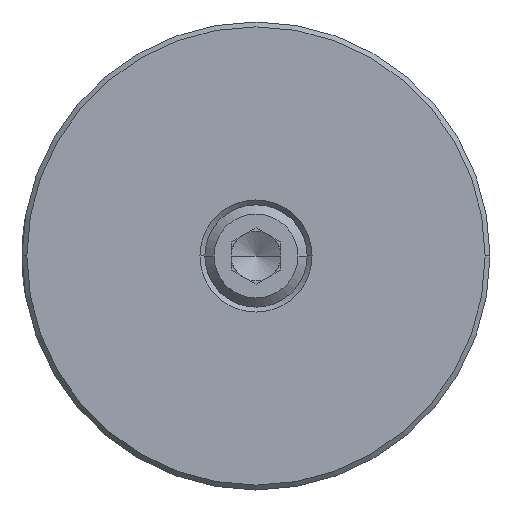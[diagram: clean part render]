
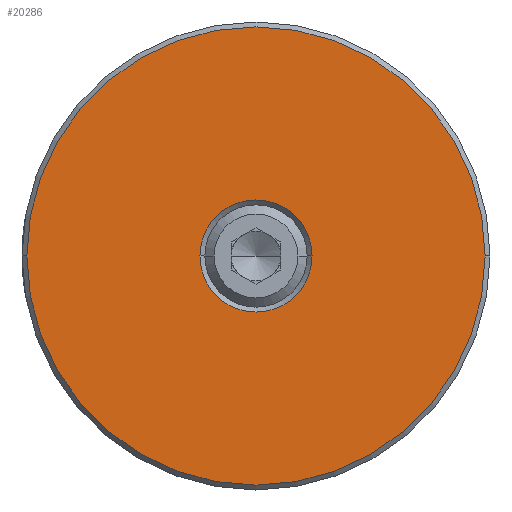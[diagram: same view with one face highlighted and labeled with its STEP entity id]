
A CAD part, left-side view. The second image highlights one B-rep face of the part: STEP entity #20286.
In plain terms, the highlighted planar face has unit normal (-1, 0, 0).
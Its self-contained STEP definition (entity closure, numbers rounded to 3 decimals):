
#5221 = CARTESIAN_POINT ( 'NONE',  ( -21.81, 0., 0. ) ) ;
#5240 = PLANE ( 'NONE',  #26649 ) ;
#5244 = DIRECTION ( 'NONE',  ( 1., 0., 0. ) ) ;
#5246 = DIRECTION ( 'NONE',  ( 0., -1., 0. ) ) ;
#10183 = CARTESIAN_POINT ( 'NONE',  ( -21.81, 0., 0. ) ) ;
#10184 = DIRECTION ( 'NONE',  ( -1., 0., 0. ) ) ;
#10185 = DIRECTION ( 'NONE',  ( 0., -1., 0. ) ) ;
#11282 = VERTEX_POINT ( 'NONE', #23399 ) ;
#11299 = VERTEX_POINT ( 'NONE', #23488 ) ;
#11384 = VERTEX_POINT ( 'NONE', #18556 ) ;
#11787 = EDGE_CURVE ( 'NONE', #11299, #20019, #19529, .T. ) ;
#12164 = AXIS2_PLACEMENT_3D ( 'NONE', #10183, #10184, #10185 ) ;
#15074 = EDGE_CURVE ( 'NONE', #20019, #11299, #19166, .T. ) ;
#15123 = EDGE_CURVE ( 'NONE', #11282, #11384, #19160, .T. ) ;
#15384 = EDGE_CURVE ( 'NONE', #11384, #11282, #18871, .T. ) ;
#16339 = DIRECTION ( 'NONE',  ( 0., -1., 0. ) ) ;
#16340 = DIRECTION ( 'NONE',  ( 1., 0., 0. ) ) ;
#16341 = CARTESIAN_POINT ( 'NONE',  ( -21.81, 0., 0. ) ) ;
#16998 = CARTESIAN_POINT ( 'NONE',  ( -21.81, -4.6, 0. ) ) ;
#18355 = FACE_OUTER_BOUND ( 'NONE', #21228, .T. ) ;
#18358 = FACE_BOUND ( 'NONE', #20645, .T. ) ;
#18556 = CARTESIAN_POINT ( 'NONE',  ( -21.81, 18.8, 0. ) ) ;
#18871 = CIRCLE ( 'NONE', #12164, 18.8 ) ;
#19160 = CIRCLE ( 'NONE', #23513, 18.8 ) ;
#19166 = CIRCLE ( 'NONE', #23526, 4.6 ) ;
#19529 = CIRCLE ( 'NONE', #26549, 4.6 ) ;
#20019 = VERTEX_POINT ( 'NONE', #16998 ) ;
#20286 = ADVANCED_FACE ( 'NONE', ( #18358, #18355 ), #5240, .F. ) ;
#20645 = EDGE_LOOP ( 'NONE', ( #22446, #22470 ) ) ;
#21228 = EDGE_LOOP ( 'NONE', ( #22453, #22456 ) ) ;
#22446 = ORIENTED_EDGE ( 'NONE', *, *, #11787, .T. ) ;
#22453 = ORIENTED_EDGE ( 'NONE', *, *, #15123, .T. ) ;
#22456 = ORIENTED_EDGE ( 'NONE', *, *, #15384, .T. ) ;
#22470 = ORIENTED_EDGE ( 'NONE', *, *, #15074, .T. ) ;
#23399 = CARTESIAN_POINT ( 'NONE',  ( -21.81, -18.8, 0. ) ) ;
#23488 = CARTESIAN_POINT ( 'NONE',  ( -21.81, 4.6, 0. ) ) ;
#23513 = AXIS2_PLACEMENT_3D ( 'NONE', #25581, #25582, #25583 ) ;
#23526 = AXIS2_PLACEMENT_3D ( 'NONE', #25387, #25388, #25389 ) ;
#25387 = CARTESIAN_POINT ( 'NONE',  ( -21.81, 0., 0. ) ) ;
#25388 = DIRECTION ( 'NONE',  ( 1., 0., 0. ) ) ;
#25389 = DIRECTION ( 'NONE',  ( 0., -1., 0. ) ) ;
#25581 = CARTESIAN_POINT ( 'NONE',  ( -21.81, 0., 0. ) ) ;
#25582 = DIRECTION ( 'NONE',  ( -1., 0., 0. ) ) ;
#25583 = DIRECTION ( 'NONE',  ( 0., -1., 0. ) ) ;
#26549 = AXIS2_PLACEMENT_3D ( 'NONE', #16341, #16340, #16339 ) ;
#26649 = AXIS2_PLACEMENT_3D ( 'NONE', #5221, #5244, #5246 ) ;
